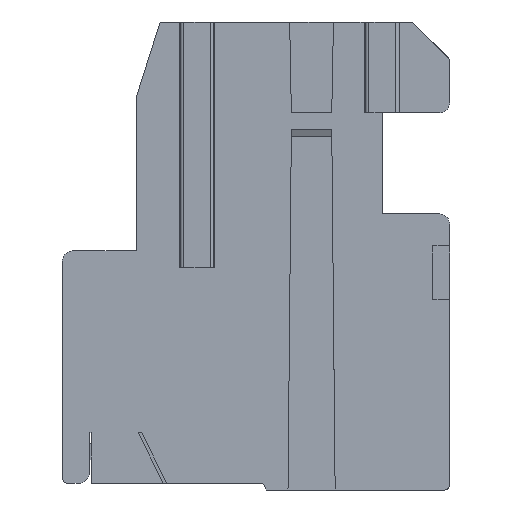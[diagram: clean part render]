
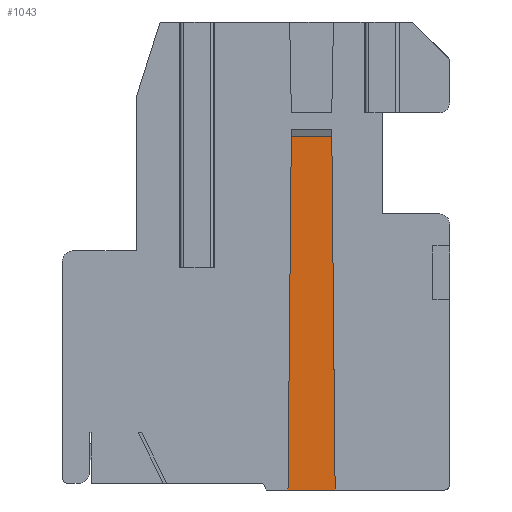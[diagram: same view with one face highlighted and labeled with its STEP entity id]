
A CAD part, left-side view. The second image highlights one B-rep face of the part: STEP entity #1043.
In plain terms, the highlighted planar face has unit normal (-1, 0, 0).
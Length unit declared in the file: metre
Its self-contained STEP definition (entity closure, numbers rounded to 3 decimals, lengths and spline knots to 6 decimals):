
#1043=ADVANCED_FACE('',(#2960),#2961,.F.);
#2960=FACE_OUTER_BOUND('',#5974,.T.);
#2961=PLANE('',#5975);
#5974=EDGE_LOOP('',(#9227,#9228,#9229,#9230));
#5975=AXIS2_PLACEMENT_3D('',#9231,#9232,#9233);
#9227=ORIENTED_EDGE('',*,*,#17449,.T.);
#9228=ORIENTED_EDGE('',*,*,#17442,.T.);
#9229=ORIENTED_EDGE('',*,*,#17379,.F.);
#9230=ORIENTED_EDGE('',*,*,#17309,.T.);
#9231=CARTESIAN_POINT('',(14.170207,11.736371,-0.006708));
#9232=DIRECTION('',(1.0,0.,0.));
#9233=DIRECTION('',(0.0,1.0,0.));
#17309=EDGE_CURVE('',#20652,#20653,#20654,.T.);
#17379=EDGE_CURVE('',#20652,#20772,#20773,.T.);
#17442=EDGE_CURVE('',#20865,#20772,#20868,.T.);
#17449=EDGE_CURVE('',#20653,#20865,#20879,.T.);
#20652=VERTEX_POINT('',#25646);
#20653=VERTEX_POINT('',#25647);
#20654=LINE('',#25648,#25649);
#20772=VERTEX_POINT('',#25810);
#20773=LINE('',#25811,#25812);
#20865=VERTEX_POINT('',#25937);
#20868=LINE('',#25942,#25943);
#20879=LINE('',#25958,#25959);
#25646=CARTESIAN_POINT('',(14.170207,11.736373,0.003792));
#25647=CARTESIAN_POINT('',(14.170207,11.736471,-0.006708));
#25648=CARTESIAN_POINT('',(14.170207,11.736471,-0.006707));
#25649=VECTOR('',#32899,1.0);
#25810=CARTESIAN_POINT('',(14.170207,11.735169,0.003792));
#25811=CARTESIAN_POINT('',(14.170207,11.737871,0.003792));
#25812=VECTOR('',#32976,1.0);
#25937=CARTESIAN_POINT('',(14.170207,11.735071,-0.006708));
#25942=CARTESIAN_POINT('',(14.170207,11.735071,-0.006696));
#25943=VECTOR('',#33041,1.0);
#25958=CARTESIAN_POINT('',(14.170207,11.737871,-0.006708));
#25959=VECTOR('',#33046,1.0);
#32899=DIRECTION('',(0.,0.009,-1.));
#32976=DIRECTION('',(0.,-1.0,0.));
#33041=DIRECTION('',(0.,0.009,1.));
#33046=DIRECTION('',(0.,-1.0,0.));
